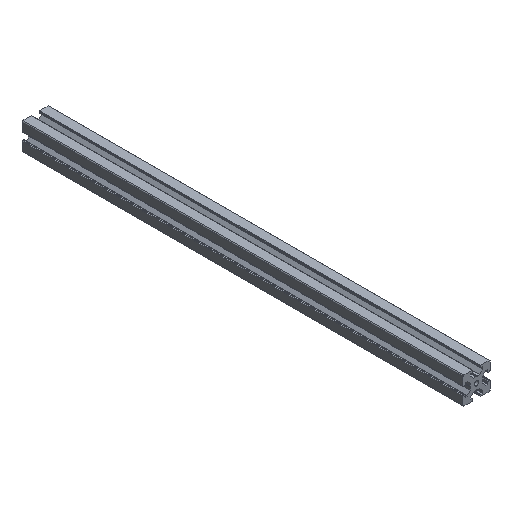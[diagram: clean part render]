
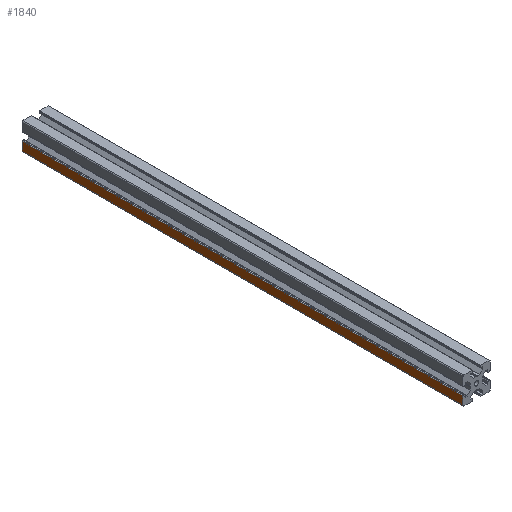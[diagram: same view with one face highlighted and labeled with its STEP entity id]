
A CAD part, isometric view. The second image highlights one B-rep face of the part: STEP entity #1840.
In plain terms, the highlighted planar face has unit normal (-1, 0, 0).
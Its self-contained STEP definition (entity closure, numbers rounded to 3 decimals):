
#8 = CARTESIAN_POINT ( 'NONE',  ( 0., 490., -29. ) ) ;
#110 = AXIS2_PLACEMENT_3D ( 'NONE', #1465, #2999, #1480 ) ;
#141 = VERTEX_POINT ( 'NONE', #3130 ) ;
#209 = ORIENTED_EDGE ( 'NONE', *, *, #577, .F. ) ;
#299 = EDGE_LOOP ( 'NONE', ( #2203, #1719, #209, #2257 ) ) ;
#306 = CARTESIAN_POINT ( 'NONE',  ( 0., 490., 0. ) ) ;
#463 = VERTEX_POINT ( 'NONE', #3278 ) ;
#477 = PLANE ( 'NONE',  #110 ) ;
#577 = EDGE_CURVE ( 'NONE', #463, #141, #683, .T. ) ;
#683 = LINE ( 'NONE', #3257, #2289 ) ;
#856 = VECTOR ( 'NONE', #1318, 1000. ) ;
#888 = CARTESIAN_POINT ( 'NONE',  ( 0., 490., -19.5 ) ) ;
#1008 = EDGE_CURVE ( 'NONE', #2151, #463, #3010, .T. ) ;
#1318 = DIRECTION ( 'NONE',  ( 0., 0., -1. ) ) ;
#1465 = CARTESIAN_POINT ( 'NONE',  ( 0., 490., 0. ) ) ;
#1480 = DIRECTION ( 'NONE',  ( 0., 0., 1. ) ) ;
#1719 = ORIENTED_EDGE ( 'NONE', *, *, #1929, .T. ) ;
#1792 = CARTESIAN_POINT ( 'NONE',  ( 0., 490., -19.5 ) ) ;
#1840 = ADVANCED_FACE ( 'NONE', ( #2978 ), #477, .T. ) ;
#1929 = EDGE_CURVE ( 'NONE', #2310, #141, #2083, .T. ) ;
#1937 = CARTESIAN_POINT ( 'NONE',  ( 0., 490., -29. ) ) ;
#2017 = VECTOR ( 'NONE', #2034, 1000. ) ;
#2034 = DIRECTION ( 'NONE',  ( 0., -1., 0. ) ) ;
#2042 = EDGE_CURVE ( 'NONE', #2151, #2310, #2301, .T. ) ;
#2083 = LINE ( 'NONE', #8, #2017 ) ;
#2104 = DIRECTION ( 'NONE',  ( 0., -1., 0. ) ) ;
#2151 = VERTEX_POINT ( 'NONE', #888 ) ;
#2203 = ORIENTED_EDGE ( 'NONE', *, *, #2042, .T. ) ;
#2257 = ORIENTED_EDGE ( 'NONE', *, *, #1008, .F. ) ;
#2289 = VECTOR ( 'NONE', #3007, 1000. ) ;
#2301 = LINE ( 'NONE', #306, #856 ) ;
#2310 = VERTEX_POINT ( 'NONE', #1937 ) ;
#2978 = FACE_OUTER_BOUND ( 'NONE', #299, .T. ) ;
#2983 = VECTOR ( 'NONE', #2104, 1000. ) ;
#2999 = DIRECTION ( 'NONE',  ( -1., 0., 0. ) ) ;
#3007 = DIRECTION ( 'NONE',  ( 0., 0., -1. ) ) ;
#3010 = LINE ( 'NONE', #1792, #2983 ) ;
#3130 = CARTESIAN_POINT ( 'NONE',  ( 0., 0., -29. ) ) ;
#3257 = CARTESIAN_POINT ( 'NONE',  ( 0., 0., 0. ) ) ;
#3278 = CARTESIAN_POINT ( 'NONE',  ( 0., 0., -19.5 ) ) ;
